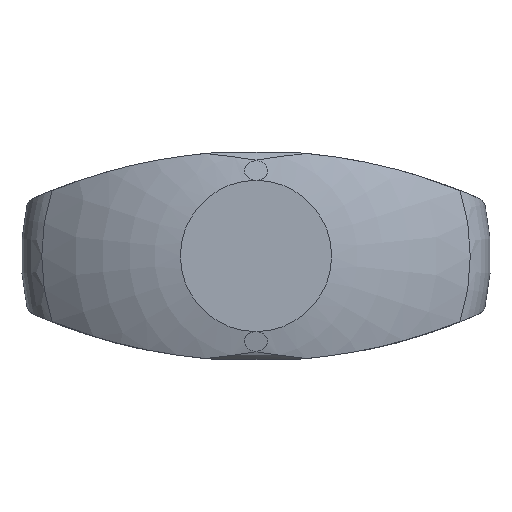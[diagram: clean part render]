
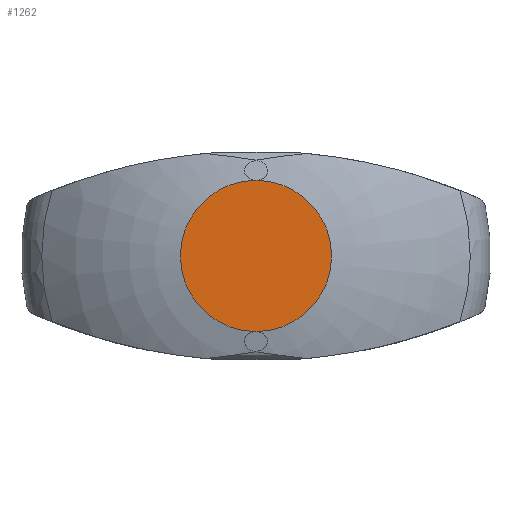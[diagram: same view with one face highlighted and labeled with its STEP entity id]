
A CAD part, top view. The second image highlights one B-rep face of the part: STEP entity #1262.
In plain terms, the highlighted planar face has unit normal (0, 0, 1).
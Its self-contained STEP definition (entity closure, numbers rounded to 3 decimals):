
#790=EDGE_CURVE('',#1338,#844,#2111,.T.);
#844=VERTEX_POINT('',#2166);
#1112=EDGE_CURVE('',#844,#1338,#2461,.T.);
#1262=ADVANCED_FACE('',(#2623),#2624,.T.);
#1338=VERTEX_POINT('',#2706);
#2111=CIRCLE('',#3671,5.8);
#2166=CARTESIAN_POINT('',(0.0,-5.8,31.));
#2461=CIRCLE('',#4806,5.8);
#2623=FACE_OUTER_BOUND('',#5241,.T.);
#2624=PLANE('',#5242);
#2706=CARTESIAN_POINT('',(0.0,5.8,31.));
#3671=AXIS2_PLACEMENT_3D('',#7459,#7460,#7461);
#4806=AXIS2_PLACEMENT_3D('',#7826,#7827,#7828);
#5241=EDGE_LOOP('',(#7976,#7977));
#5242=AXIS2_PLACEMENT_3D('',#7978,#7979,#7980);
#7459=CARTESIAN_POINT('',(0.0,0.,31.0));
#7460=DIRECTION('',(-0.0,0.,-1.0));
#7461=DIRECTION('',(-1.0,0.0,0.0));
#7826=CARTESIAN_POINT('',(0.0,0.,31.0));
#7827=DIRECTION('',(-0.0,0.,-1.0));
#7828=DIRECTION('',(-1.0,0.0,0.0));
#7976=ORIENTED_EDGE('',*,*,#1112,.F.);
#7977=ORIENTED_EDGE('',*,*,#790,.F.);
#7978=CARTESIAN_POINT('',(-2.9,0.,31.0));
#7979=DIRECTION('',(-0.0,0.,1.0));
#7980=DIRECTION('',(1.0,0.0,0.0));
